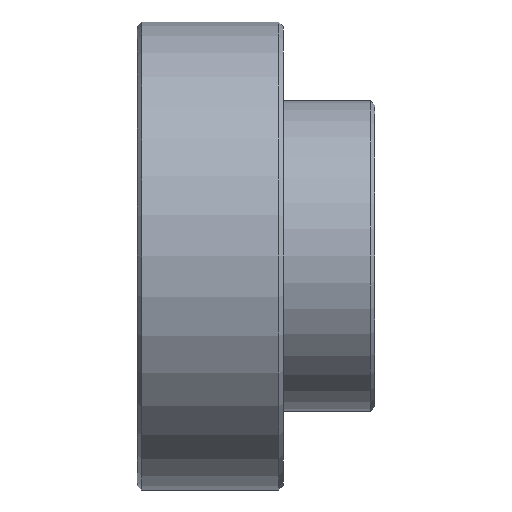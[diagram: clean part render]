
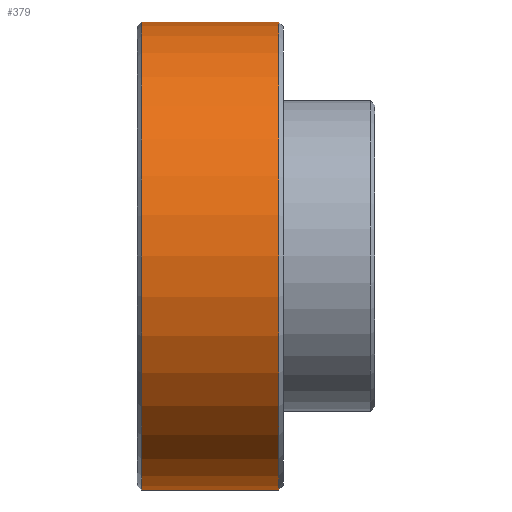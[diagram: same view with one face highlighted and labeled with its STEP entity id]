
A CAD part, left-side view. The second image highlights one B-rep face of the part: STEP entity #379.
In plain terms, the highlighted cylindrical face has radius 12.8 mm (diameter 25.6 mm), a partial arc.
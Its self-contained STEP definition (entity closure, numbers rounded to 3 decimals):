
#8 = CARTESIAN_POINT ( 'NONE',  ( 0., 5.25, 0. ) ) ;
#13 = CARTESIAN_POINT ( 'NONE',  ( 0., -9.707, 12.8 ) ) ;
#24 = VERTEX_POINT ( 'NONE', #36 ) ;
#29 = AXIS2_PLACEMENT_3D ( 'NONE', #340, #646, #295 ) ;
#36 = CARTESIAN_POINT ( 'NONE',  ( 0., 5.25, -12.8 ) ) ;
#37 = EDGE_LOOP ( 'NONE', ( #560, #714, #95, #606 ) ) ;
#39 = VERTEX_POINT ( 'NONE', #275 ) ;
#51 = VERTEX_POINT ( 'NONE', #520 ) ;
#57 = EDGE_CURVE ( 'NONE', #39, #690, #129, .T. ) ;
#71 = DIRECTION ( 'NONE',  ( 0., -1., 0. ) ) ;
#83 = DIRECTION ( 'NONE',  ( 0., 0., -1. ) ) ;
#88 = CARTESIAN_POINT ( 'NONE',  ( 0., -9.707, 0. ) ) ;
#95 = ORIENTED_EDGE ( 'NONE', *, *, #674, .T. ) ;
#125 = CARTESIAN_POINT ( 'NONE',  ( 0., -9.707, -12.8 ) ) ;
#129 = CIRCLE ( 'NONE', #29, 12.8 ) ;
#140 = CYLINDRICAL_SURFACE ( 'NONE', #234, 12.8 ) ;
#144 = VECTOR ( 'NONE', #428, 1000. ) ;
#146 = DIRECTION ( 'NONE',  ( 0., -1., 0. ) ) ;
#234 = AXIS2_PLACEMENT_3D ( 'NONE', #88, #146, #83 ) ;
#263 = FACE_OUTER_BOUND ( 'NONE', #37, .T. ) ;
#275 = CARTESIAN_POINT ( 'NONE',  ( 0., 12.75, 12.8 ) ) ;
#295 = DIRECTION ( 'NONE',  ( 0., 0., -1. ) ) ;
#313 = LINE ( 'NONE', #13, #443 ) ;
#340 = CARTESIAN_POINT ( 'NONE',  ( 0., 12.75, 0. ) ) ;
#379 = ADVANCED_FACE ( 'NONE', ( #263 ), #140, .T. ) ;
#428 = DIRECTION ( 'NONE',  ( 0., -1., 0. ) ) ;
#443 = VECTOR ( 'NONE', #71, 1000. ) ;
#520 = CARTESIAN_POINT ( 'NONE',  ( 0., 5.25, 12.8 ) ) ;
#532 = CARTESIAN_POINT ( 'NONE',  ( 0., 12.75, -12.8 ) ) ;
#550 = CIRCLE ( 'NONE', #687, 12.8 ) ;
#560 = ORIENTED_EDGE ( 'NONE', *, *, #718, .F. ) ;
#606 = ORIENTED_EDGE ( 'NONE', *, *, #619, .T. ) ;
#619 = EDGE_CURVE ( 'NONE', #24, #51, #550, .T. ) ;
#646 = DIRECTION ( 'NONE',  ( 0., -1., 0. ) ) ;
#658 = DIRECTION ( 'NONE',  ( 0., 1., 0. ) ) ;
#661 = LINE ( 'NONE', #125, #144 ) ;
#674 = EDGE_CURVE ( 'NONE', #690, #24, #661, .T. ) ;
#687 = AXIS2_PLACEMENT_3D ( 'NONE', #8, #658, #729 ) ;
#690 = VERTEX_POINT ( 'NONE', #532 ) ;
#714 = ORIENTED_EDGE ( 'NONE', *, *, #57, .T. ) ;
#718 = EDGE_CURVE ( 'NONE', #39, #51, #313, .T. ) ;
#729 = DIRECTION ( 'NONE',  ( 0., 0., 1. ) ) ;
